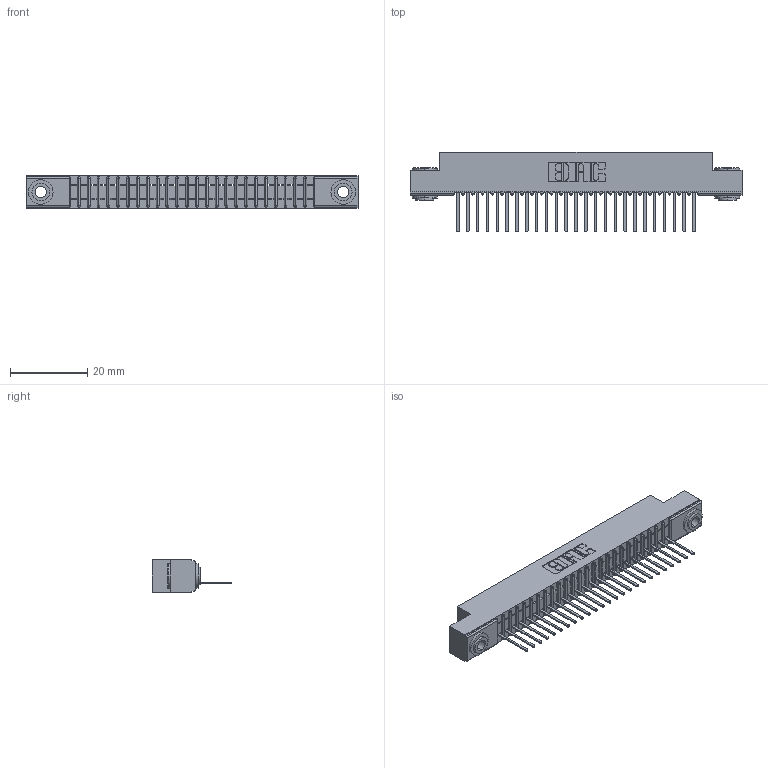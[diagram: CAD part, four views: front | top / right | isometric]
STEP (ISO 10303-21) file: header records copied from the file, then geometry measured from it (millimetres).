
FILE_DESCRIPTION (( 'STEP AP203' ), '1' );
FILE_NAME ('341-025-522-103.STEP', '2018-08-06T18:23:32', ( '' ), ( '' ), 'SwSTEP 2.0', 'SolidWorks 2016', '' );
FILE_SCHEMA (( 'CONFIG_CONTROL_DESIGN' ));
Length unit declared in the file: inch
Products named in the file (4): 345-250-002_345-250-002-102; 341-025-522-103; 341 Part_.156 (3.96) Dia Mounting Holes; 341-292-001_341-292-122
Assembly tree (28 placements, depth 2):
  341-025-522-103
    341 Part_.156 (3.96) Dia Mounting Holes
    341-292-001_341-292-122  x25
    345-250-002_345-250-002-102  x2
Bounding box: 85.72 x 20.62 x 8.38 mm (x, y, z)
Volume: 4728.9 mm3; surface area: 9301.2 mm2
Topology: 28 solids, 28 shells, 2218 faces, 6353 edges, 4078 vertices
Faces by surface type: plane 1367, cylinder 743, sphere 52, torus 48, cone 8
Entity records: 32785 total; most frequent: CARTESIAN_POINT 5539, ORIENTED_EDGE 5518, DIRECTION 5377, EDGE_CURVE 2759, VECTOR 2201, LINE 2201, VERTEX_POINT 1750, AXIS2_PLACEMENT_3D 1588
